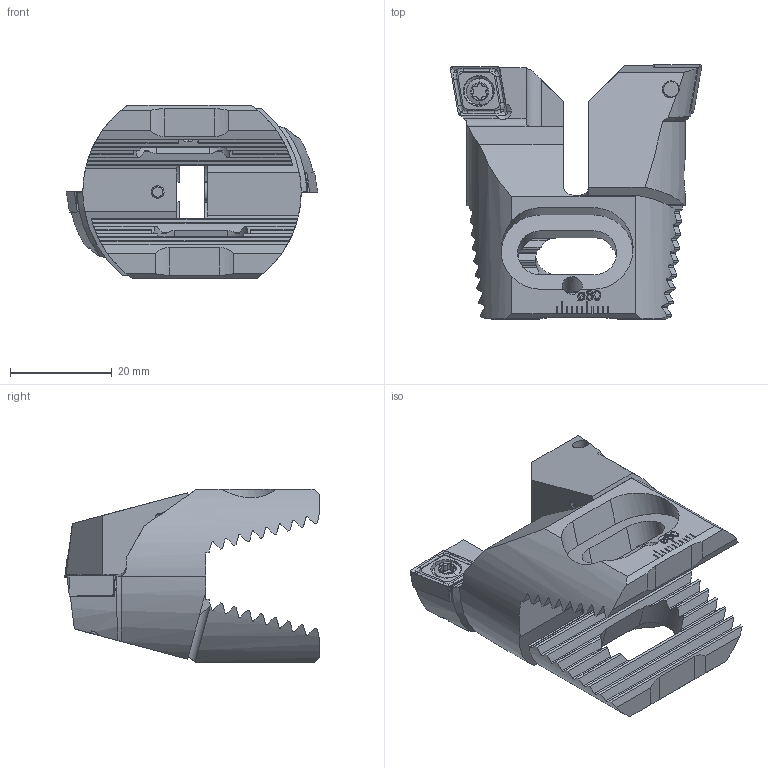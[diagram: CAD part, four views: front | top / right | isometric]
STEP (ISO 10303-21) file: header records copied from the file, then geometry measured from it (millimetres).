
FILE_DESCRIPTION (( 'STEP AP203' ), '1' );
FILE_NAME ('D37.039.051.009.STEP', '2018-03-02T13:26:59', ( 'SWIAdmin' ), ( 'Hewlett-Packard Company' ), 'SwSTEP 2.0', 'SolidWorks 2017', '' );
FILE_SCHEMA (( 'CONFIG_CONTROL_DESIGN' ));
Length unit declared in the file: millimetre
Products named in the file (7): D37.039.051.009; ZC4-xxx.001.028_A_versetzt mit FV; WCB-ER2.001.009_A; CCMT09T304; ZC4-xxx.001.028_A; Z42-ER3.001.016; ISO 4028 - M3 x 5_M3x8
Assembly tree (8 placements, depth 2):
  D37.039.051.009
    ZC4-xxx.001.028_A_versetzt mit FV
    WCB-ER2.001.009_A  x2
    CCMT09T304  x2
    ZC4-xxx.001.028_A
    Z42-ER3.001.016
    ISO 4028 - M3 x 5_M3x8
Bounding box: 49.5 x 50.1 x 34.2 mm (x, y, z)
Volume: 26841.5 mm3; surface area: 13155.6 mm2
Topology: 8 solids, 8 shells, 657 faces, 1761 edges, 1110 vertices
Faces by surface type: plane 343, cylinder 132, bspline 88, cone 72, torus 16, sphere 6
Entity records: 22700 total; most frequent: CARTESIAN_POINT 8922, ORIENTED_EDGE 3058, DIRECTION 2239, EDGE_CURVE 1529, VERTEX_POINT 982, VECTOR 861, LINE 861, AXIS2_PLACEMENT_3D 689
